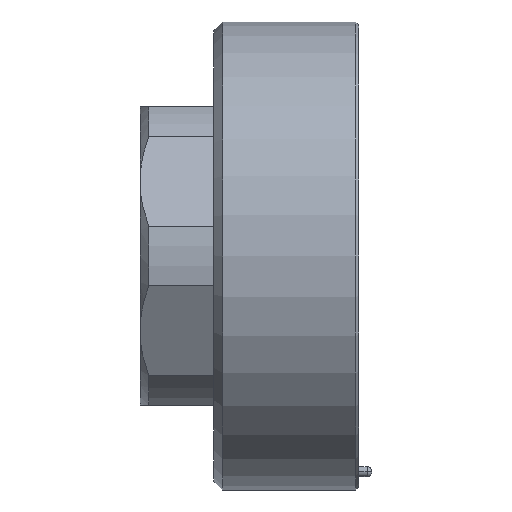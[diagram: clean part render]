
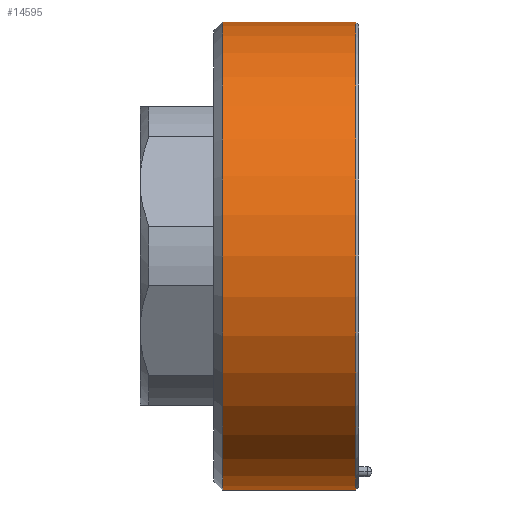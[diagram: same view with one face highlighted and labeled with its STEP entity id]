
A CAD part, left-side view. The second image highlights one B-rep face of the part: STEP entity #14595.
In plain terms, the highlighted cylindrical face has radius 42.291 mm (diameter 84.582 mm), a partial arc.
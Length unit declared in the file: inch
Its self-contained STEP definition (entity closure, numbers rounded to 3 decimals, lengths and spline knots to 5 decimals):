
#469 = EDGE_CURVE ( 'NONE', #7335, #13691, #3103, .T. ) ;
#611 = DIRECTION ( 'NONE',  ( 0., -1., 0. ) ) ;
#1123 = EDGE_CURVE ( 'NONE', #13691, #2200, #11864, .T. ) ;
#2200 = VERTEX_POINT ( 'NONE', #11409 ) ;
#2372 = AXIS2_PLACEMENT_3D ( 'NONE', #13412, #611, #3019 ) ;
#3019 = DIRECTION ( 'NONE',  ( 0., 0., 1. ) ) ;
#3103 = CIRCLE ( 'NONE', #2372, 1.665 ) ;
#3734 = AXIS2_PLACEMENT_3D ( 'NONE', #5227, #9949, #14678 ) ;
#3770 = DIRECTION ( 'NONE',  ( 0., -1., 0. ) ) ;
#4148 = ORIENTED_EDGE ( 'NONE', *, *, #6900, .F. ) ;
#4648 = CARTESIAN_POINT ( 'NONE',  ( 0., 0.96875, -1.665 ) ) ;
#4719 = CIRCLE ( 'NONE', #3734, 1.665 ) ;
#4905 = EDGE_LOOP ( 'NONE', ( #4148, #7569, #13570, #5880 ) ) ;
#5227 = CARTESIAN_POINT ( 'NONE',  ( 0., 0.02, 0. ) ) ;
#5880 = ORIENTED_EDGE ( 'NONE', *, *, #15262, .T. ) ;
#5902 = CARTESIAN_POINT ( 'NONE',  ( 0., 0.78125, -1.665 ) ) ;
#5970 = AXIS2_PLACEMENT_3D ( 'NONE', #8284, #10449, #7195 ) ;
#6900 = EDGE_CURVE ( 'NONE', #7335, #8194, #10598, .T. ) ;
#6972 = VECTOR ( 'NONE', #3770, 39.37008 ) ;
#7195 = DIRECTION ( 'NONE',  ( 0., 0., -1. ) ) ;
#7335 = VERTEX_POINT ( 'NONE', #7716 ) ;
#7569 = ORIENTED_EDGE ( 'NONE', *, *, #469, .T. ) ;
#7716 = CARTESIAN_POINT ( 'NONE',  ( 0., 0.96875, 1.665 ) ) ;
#8194 = VERTEX_POINT ( 'NONE', #12469 ) ;
#8284 = CARTESIAN_POINT ( 'NONE',  ( 0., 0.78125, 0. ) ) ;
#8291 = VECTOR ( 'NONE', #10621, 39.37008 ) ;
#9285 = FACE_OUTER_BOUND ( 'NONE', #4905, .T. ) ;
#9949 = DIRECTION ( 'NONE',  ( 0., 1., 0. ) ) ;
#10449 = DIRECTION ( 'NONE',  ( 0., -1., 0. ) ) ;
#10598 = LINE ( 'NONE', #10832, #6972 ) ;
#10621 = DIRECTION ( 'NONE',  ( 0., -1., 0. ) ) ;
#10832 = CARTESIAN_POINT ( 'NONE',  ( 0., 0.78125, 1.665 ) ) ;
#11409 = CARTESIAN_POINT ( 'NONE',  ( 0., 0.02, -1.665 ) ) ;
#11864 = LINE ( 'NONE', #5902, #8291 ) ;
#12469 = CARTESIAN_POINT ( 'NONE',  ( 0., 0.02, 1.665 ) ) ;
#13412 = CARTESIAN_POINT ( 'NONE',  ( 0., 0.96875, 0. ) ) ;
#13570 = ORIENTED_EDGE ( 'NONE', *, *, #1123, .T. ) ;
#13691 = VERTEX_POINT ( 'NONE', #4648 ) ;
#14012 = CYLINDRICAL_SURFACE ( 'NONE', #5970, 1.665 ) ;
#14595 = ADVANCED_FACE ( 'NONE', ( #9285 ), #14012, .T. ) ;
#14678 = DIRECTION ( 'NONE',  ( 0., 0., 1. ) ) ;
#15262 = EDGE_CURVE ( 'NONE', #2200, #8194, #4719, .T. ) ;
